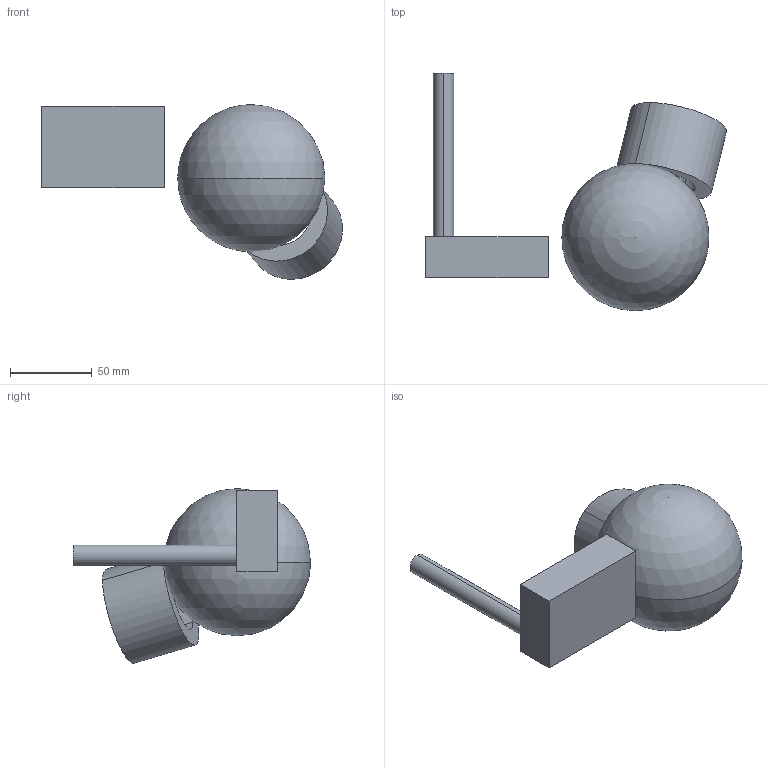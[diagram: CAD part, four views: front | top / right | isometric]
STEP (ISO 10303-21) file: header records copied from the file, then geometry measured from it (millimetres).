
FILE_DESCRIPTION (( 'STEP AP214' ), '1' );
FILE_NAME ('sph_tor_rect_cyl.step', '2009-04-15T23:55:53', ( ' ' ), ( ' ' ), 'SwSTEP 2.0', 'SolidWorks 2008', '' );
FILE_SCHEMA (( 'AUTOMOTIVE_DESIGN' ));
Length unit declared in the file: millimetre
Products named in the file (7): sph_tor_rect_cyl; sph_tor; torus; sphere; cylinder; rectangle; rect_cyl
Assembly tree (6 placements, depth 3):
  sph_tor_rect_cyl
    rect_cyl
      cylinder
      rectangle
    sph_tor
      torus
      sphere
Bounding box: 183.95 x 145.23 x 106.9 mm (x, y, z)
Volume: 550557.2 mm3; surface area: 59077.3 mm2
Topology: 4 solids, 4 shells, 18 faces, 37 edges, 25 vertices
Faces by surface type: plane 10, cylinder 6, sphere 2
Entity records: 656 total; most frequent: DIRECTION 104, CARTESIAN_POINT 83, ORIENTED_EDGE 64, AXIS2_PLACEMENT_3D 43, EDGE_CURVE 32, VERTEX_POINT 22, EDGE_LOOP 20, FACE_OUTER_BOUND 18
